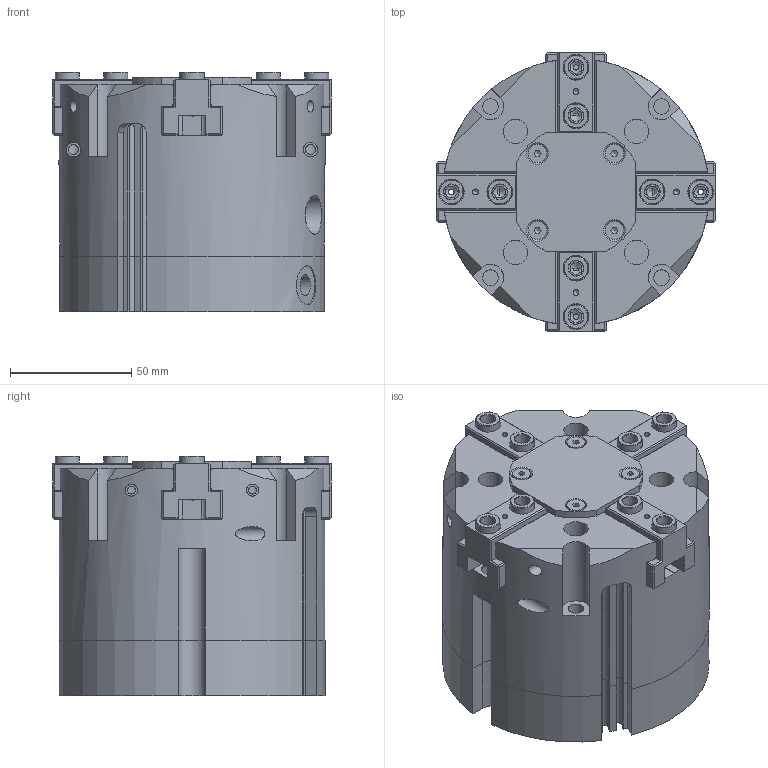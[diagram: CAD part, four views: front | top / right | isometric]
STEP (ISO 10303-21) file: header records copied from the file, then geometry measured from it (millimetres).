
FILE_DESCRIPTION(/* description */ (''),/* implementation_level */ '2;1');
FILE_NAME(/* name */ 'PFP 110 C1 MC.stp',/* time_stamp */ '2021-06-12T07:29:10+02:00',/* author */ ('Francesca'),/* organization */ (''),/* preprocessor_version */ 'ST-DEVELOPER v17',/* originating_system */ 'Autodesk Inventor 2019',/* authorisation */ '');
FILE_SCHEMA (('AUTOMOTIVE_DESIGN { 1 0 10303 214 3 1 1 }'));
Length unit declared in the file: millimetre
Products named in the file (7): PFP-110-MA-CLIENTE; PFP-110-CORPO-CLIENTE; MA4-110-COPERCHIO; PZP100-GRIFFA C1-CLIENTE; BOCCOLA 10H7L7; ISO 10642  - M4  x  8; MA4-110-FONDELLO
Assembly tree (19 placements, depth 2):
  PFP-110-MA-CLIENTE
    PFP-110-CORPO-CLIENTE
    MA4-110-COPERCHIO
    PZP100-GRIFFA C1-CLIENTE  x4
    BOCCOLA 10H7L7  x8
    ISO 10642  - M4  x  8  x4
    MA4-110-FONDELLO
Bounding box: 115 x 115 x 99 mm (x, y, z)
Volume: 757777.1 mm3; surface area: 135365.4 mm2
Topology: 19 solids, 19 shells, 649 faces, 1861 edges, 1260 vertices
Faces by surface type: plane 386, cylinder 171, cone 91, torus 1
Full cylindrical faces by diameter (mm): 2.459 x4, 3.242 x8, 4 x4, 4.134 x8, 4.2 x3, 4.5 x4, 4.917 x12, 5 x4, 6 x6, 6.2 x8, 6.5 x4, 7.53 x4, 8.566 x3, 9.1 x2, 10 x17, 10.1 x4, 16 x1, 82 x1, 110 x1
Entity records: 13519 total; most frequent: CARTESIAN_POINT 3254, DIRECTION 2124, ORIENTED_EDGE 2088, EDGE_CURVE 1044, AXIS2_PLACEMENT_3D 781, VERTEX_POINT 728, LINE 562, VECTOR 562
